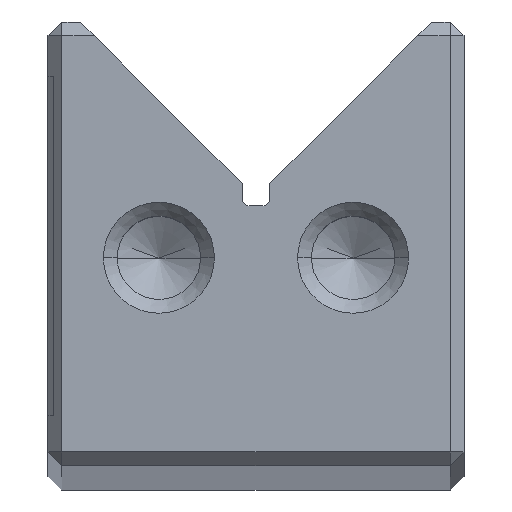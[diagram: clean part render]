
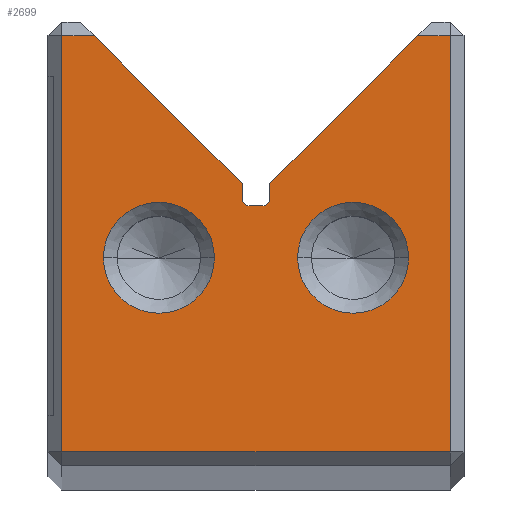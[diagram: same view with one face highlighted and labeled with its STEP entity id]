
A CAD part, top view. The second image highlights one B-rep face of the part: STEP entity #2699.
In plain terms, the highlighted planar face has unit normal (0, 0, 1).
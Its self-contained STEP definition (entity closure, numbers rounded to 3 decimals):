
#2699=ADVANCED_FACE('',(#3505,#3506,#3507),#3074,.F.);
#3074=PLANE('',#9942);
#3333=CIRCLE('',#9781,2.);
#3335=CIRCLE('',#9784,2.);
#3422=CIRCLE('',#9932,0.25);
#3423=CIRCLE('',#9935,0.25);
#3424=CIRCLE('',#9940,2.);
#3425=CIRCLE('',#9941,2.);
#3505=FACE_BOUND('',#3665,.T.);
#3506=FACE_BOUND('',#3666,.T.);
#3507=FACE_BOUND('',#3667,.T.);
#3665=EDGE_LOOP('',(#4807,#4808));
#3666=EDGE_LOOP('',(#4809,#4810));
#3667=EDGE_LOOP('',(#4811,#4812,#4813,#4814,#4815,#4816,#4817,#4818,#4819,
#4820,#4821,#4822));
#4807=ORIENTED_EDGE('',*,*,#7395,.T.);
#4808=ORIENTED_EDGE('',*,*,#7614,.T.);
#4809=ORIENTED_EDGE('',*,*,#7391,.T.);
#4810=ORIENTED_EDGE('',*,*,#7615,.T.);
#4811=ORIENTED_EDGE('',*,*,#7616,.T.);
#4812=ORIENTED_EDGE('',*,*,#7617,.T.);
#4813=ORIENTED_EDGE('',*,*,#7609,.T.);
#4814=ORIENTED_EDGE('',*,*,#7605,.T.);
#4815=ORIENTED_EDGE('',*,*,#7603,.T.);
#4816=ORIENTED_EDGE('',*,*,#7601,.T.);
#4817=ORIENTED_EDGE('',*,*,#7599,.T.);
#4818=ORIENTED_EDGE('',*,*,#7597,.T.);
#4819=ORIENTED_EDGE('',*,*,#7595,.T.);
#4820=ORIENTED_EDGE('',*,*,#7618,.T.);
#4821=ORIENTED_EDGE('',*,*,#7619,.T.);
#4822=ORIENTED_EDGE('',*,*,#7620,.T.);
#6683=VERTEX_POINT('',#12788);
#6684=VERTEX_POINT('',#12790);
#6687=VERTEX_POINT('',#12797);
#6688=VERTEX_POINT('',#12799);
#6819=VERTEX_POINT('',#13188);
#6820=VERTEX_POINT('',#13190);
#6821=VERTEX_POINT('',#13194);
#6822=VERTEX_POINT('',#13198);
#6823=VERTEX_POINT('',#13202);
#6824=VERTEX_POINT('',#13206);
#6825=VERTEX_POINT('',#13210);
#6828=VERTEX_POINT('',#13218);
#6831=VERTEX_POINT('',#13230);
#6832=VERTEX_POINT('',#13231);
#6833=VERTEX_POINT('',#13234);
#6834=VERTEX_POINT('',#13236);
#7391=EDGE_CURVE('',#6684,#6683,#3333,.T.);
#7395=EDGE_CURVE('',#6688,#6687,#3335,.T.);
#7595=EDGE_CURVE('',#6820,#6819,#8497,.T.);
#7597=EDGE_CURVE('',#6821,#6820,#8499,.T.);
#7599=EDGE_CURVE('',#6822,#6821,#3422,.T.);
#7601=EDGE_CURVE('',#6823,#6822,#8502,.T.);
#7603=EDGE_CURVE('',#6824,#6823,#3423,.T.);
#7605=EDGE_CURVE('',#6825,#6824,#8505,.T.);
#7609=EDGE_CURVE('',#6828,#6825,#8509,.T.);
#7614=EDGE_CURVE('',#6687,#6688,#3424,.T.);
#7615=EDGE_CURVE('',#6683,#6684,#3425,.T.);
#7616=EDGE_CURVE('',#6831,#6832,#8514,.T.);
#7617=EDGE_CURVE('',#6832,#6828,#8515,.T.);
#7618=EDGE_CURVE('',#6819,#6833,#8516,.T.);
#7619=EDGE_CURVE('',#6833,#6834,#8517,.T.);
#7620=EDGE_CURVE('',#6834,#6831,#8518,.T.);
#8497=LINE('',#13189,#9263);
#8499=LINE('',#13193,#9265);
#8502=LINE('',#13201,#9268);
#8505=LINE('',#13209,#9271);
#8509=LINE('',#13217,#9275);
#8514=LINE('',#13229,#9280);
#8515=LINE('',#13232,#9281);
#8516=LINE('',#13233,#9282);
#8517=LINE('',#13235,#9283);
#8518=LINE('',#13237,#9284);
#9263=VECTOR('',#10895,1.);
#9265=VECTOR('',#10899,1.);
#9268=VECTOR('',#10908,1.);
#9271=VECTOR('',#10917,1.);
#9275=VECTOR('',#10923,1.);
#9280=VECTOR('',#10936,1.);
#9281=VECTOR('',#10937,1.);
#9282=VECTOR('',#10938,1.);
#9283=VECTOR('',#10939,1.);
#9284=VECTOR('',#10940,1.);
#9781=AXIS2_PLACEMENT_3D('',#12789,#10482,#10483);
#9784=AXIS2_PLACEMENT_3D('',#12798,#10490,#10491);
#9932=AXIS2_PLACEMENT_3D('',#13197,#10903,#10904);
#9935=AXIS2_PLACEMENT_3D('',#13205,#10912,#10913);
#9940=AXIS2_PLACEMENT_3D('',#13227,#10932,#10933);
#9941=AXIS2_PLACEMENT_3D('',#13228,#10934,#10935);
#9942=AXIS2_PLACEMENT_3D('',#13238,#10941,#10942);
#10482=DIRECTION('',(0.,0.,-1.));
#10483=DIRECTION('',(-1.,0.,0.));
#10490=DIRECTION('',(0.,0.,-1.));
#10491=DIRECTION('',(-1.,0.,0.));
#10895=DIRECTION('',(-0.707,0.707,0.));
#10899=DIRECTION('',(0.,1.,0.));
#10903=DIRECTION('',(0.,0.,-1.));
#10904=DIRECTION('',(1.,0.,0.));
#10908=DIRECTION('',(-1.,0.,0.));
#10912=DIRECTION('',(0.,0.,-1.));
#10913=DIRECTION('',(-1.,0.,0.));
#10917=DIRECTION('',(0.,-1.,0.));
#10923=DIRECTION('',(-0.707,-0.707,0.));
#10932=DIRECTION('',(0.,0.,-1.));
#10933=DIRECTION('',(-1.,0.,0.));
#10934=DIRECTION('',(0.,0.,-1.));
#10935=DIRECTION('',(-1.,0.,0.));
#10936=DIRECTION('',(0.,1.,0.));
#10937=DIRECTION('',(-1.,0.,0.));
#10938=DIRECTION('',(-1.,0.,0.));
#10939=DIRECTION('',(0.,-1.,0.));
#10940=DIRECTION('',(1.,0.,0.));
#10941=DIRECTION('',(0.,0.,-1.));
#10942=DIRECTION('',(-1.,0.,0.));
#12788=CARTESIAN_POINT('',(-5.5,7.5,0.));
#12789=CARTESIAN_POINT('',(-3.5,7.5,0.));
#12790=CARTESIAN_POINT('',(-1.5,7.5,0.));
#12797=CARTESIAN_POINT('',(1.5,7.5,0.));
#12798=CARTESIAN_POINT('',(3.5,7.5,0.));
#12799=CARTESIAN_POINT('',(5.5,7.5,0.));
#13188=CARTESIAN_POINT('',(-5.828,15.5,0.));
#13189=CARTESIAN_POINT('',(-6.328,16.,0.));
#13190=CARTESIAN_POINT('',(-0.5,10.172,0.));
#13193=CARTESIAN_POINT('',(-0.5,10.172,0.));
#13194=CARTESIAN_POINT('',(-0.5,9.622,0.));
#13197=CARTESIAN_POINT('',(-0.25,9.622,0.));
#13198=CARTESIAN_POINT('',(-0.25,9.372,0.));
#13201=CARTESIAN_POINT('',(0.25,9.372,0.));
#13202=CARTESIAN_POINT('',(0.25,9.372,0.));
#13205=CARTESIAN_POINT('',(0.25,9.622,0.));
#13206=CARTESIAN_POINT('',(0.5,9.622,0.));
#13209=CARTESIAN_POINT('',(0.5,10.172,0.));
#13210=CARTESIAN_POINT('',(0.5,10.172,0.));
#13217=CARTESIAN_POINT('',(6.328,16.,0.));
#13218=CARTESIAN_POINT('',(5.828,15.5,0.));
#13227=CARTESIAN_POINT('',(3.5,7.5,0.));
#13228=CARTESIAN_POINT('',(-3.5,7.5,0.));
#13229=CARTESIAN_POINT('',(7.,16.,0.));
#13230=CARTESIAN_POINT('',(7.,0.5,0.));
#13231=CARTESIAN_POINT('',(7.,15.5,0.));
#13232=CARTESIAN_POINT('',(6.328,15.5,0.));
#13233=CARTESIAN_POINT('',(-7.5,15.5,0.));
#13234=CARTESIAN_POINT('',(-7.,15.5,0.));
#13235=CARTESIAN_POINT('',(-7.,0.,0.));
#13236=CARTESIAN_POINT('',(-7.,0.5,0.));
#13237=CARTESIAN_POINT('',(7.5,0.5,0.));
#13238=CARTESIAN_POINT('',(0.25,9.622,0.));
